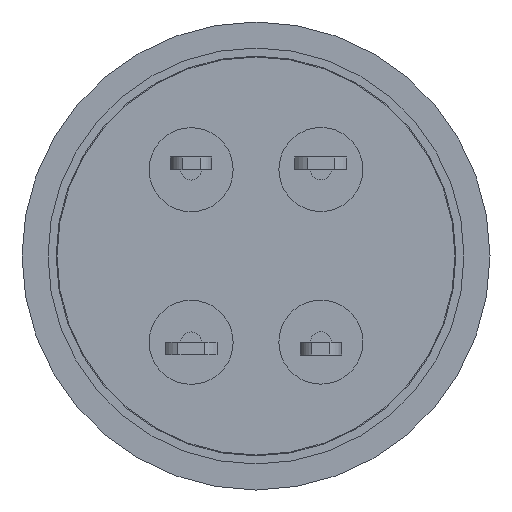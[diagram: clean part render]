
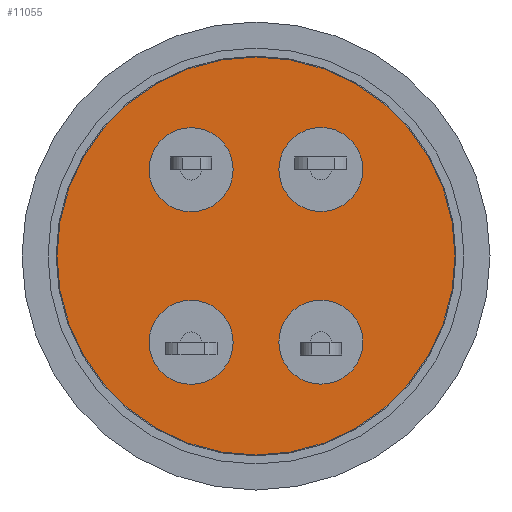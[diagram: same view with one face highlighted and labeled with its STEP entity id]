
A CAD part, left-side view. The second image highlights one B-rep face of the part: STEP entity #11055.
In plain terms, the highlighted planar face has unit normal (-1, 0, 0).
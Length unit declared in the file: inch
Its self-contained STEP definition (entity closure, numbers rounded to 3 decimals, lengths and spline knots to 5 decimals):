
#325 = EDGE_LOOP ( 'NONE', ( #10807, #10808 ) ) ;
#327 = EDGE_LOOP ( 'NONE', ( #10809, #10810 ) ) ;
#343 = EDGE_LOOP ( 'NONE', ( #10805, #10806 ) ) ;
#344 = EDGE_LOOP ( 'NONE', ( #10811, #10812 ) ) ;
#346 = EDGE_LOOP ( 'NONE', ( #10813, #10814 ) ) ;
#1460 = CIRCLE ( 'NONE', #1466, 0.101 ) ;
#1465 = CIRCLE ( 'NONE', #1470, 0.101 ) ;
#1466 = AXIS2_PLACEMENT_3D ( 'NONE', #3814, #3815, #3816 ) ;
#1470 = AXIS2_PLACEMENT_3D ( 'NONE', #3820, #3821, #3822 ) ;
#1471 = CIRCLE ( 'NONE', #1481, 0.101 ) ;
#1480 = CIRCLE ( 'NONE', #1484, 0.101 ) ;
#1481 = AXIS2_PLACEMENT_3D ( 'NONE', #3861, #3862, #3863 ) ;
#1484 = AXIS2_PLACEMENT_3D ( 'NONE', #3873, #3874, #3875 ) ;
#1485 = CIRCLE ( 'NONE', #1490, 0.101 ) ;
#1490 = AXIS2_PLACEMENT_3D ( 'NONE', #3887, #3888, #3889 ) ;
#1495 = CIRCLE ( 'NONE', #1500, 0.101 ) ;
#1500 = AXIS2_PLACEMENT_3D ( 'NONE', #3902, #3903, #3904 ) ;
#1520 = CIRCLE ( 'NONE', #1523, 0.4785 ) ;
#1523 = AXIS2_PLACEMENT_3D ( 'NONE', #3940, #3941, #3942 ) ;
#1539 = CIRCLE ( 'NONE', #1543, 0.101 ) ;
#1542 = CIRCLE ( 'NONE', #1545, 0.4785 ) ;
#1543 = AXIS2_PLACEMENT_3D ( 'NONE', #3994, #3995, #3996 ) ;
#1545 = AXIS2_PLACEMENT_3D ( 'NONE', #3999, #4000, #4001 ) ;
#1703 = CIRCLE ( 'NONE', #1716, 0.101 ) ;
#1716 = AXIS2_PLACEMENT_3D ( 'NONE', #6978, #6980, #6982 ) ;
#2658 = PLANE ( 'NONE',  #9616 ) ;
#2661 = FACE_BOUND ( 'NONE', #346, .T. ) ;
#2662 = FACE_BOUND ( 'NONE', #343, .T. ) ;
#2664 = FACE_BOUND ( 'NONE', #325, .T. ) ;
#2665 = CARTESIAN_POINT ( 'NONE',  ( -1.17, 0., 0. ) ) ;
#2666 = FACE_OUTER_BOUND ( 'NONE', #327, .T. ) ;
#2668 = FACE_BOUND ( 'NONE', #344, .T. ) ;
#2669 = DIRECTION ( 'NONE',  ( -1., 0., 0. ) ) ;
#2670 = DIRECTION ( 'NONE',  ( 0., -1., 0. ) ) ;
#3814 = CARTESIAN_POINT ( 'NONE',  ( -1.17, 0.156, 0.2075 ) ) ;
#3815 = DIRECTION ( 'NONE',  ( 1., 0., 0. ) ) ;
#3816 = DIRECTION ( 'NONE',  ( 0., 1., 0. ) ) ;
#3820 = CARTESIAN_POINT ( 'NONE',  ( -1.17, -0.156, 0.208 ) ) ;
#3821 = DIRECTION ( 'NONE',  ( 1., 0., 0. ) ) ;
#3822 = DIRECTION ( 'NONE',  ( 0., 1., 0. ) ) ;
#3861 = CARTESIAN_POINT ( 'NONE',  ( -1.17, 0.156, -0.2075 ) ) ;
#3862 = DIRECTION ( 'NONE',  ( 1., 0., 0. ) ) ;
#3863 = DIRECTION ( 'NONE',  ( 0., 1., 0. ) ) ;
#3873 = CARTESIAN_POINT ( 'NONE',  ( -1.17, 0.156, 0.2075 ) ) ;
#3874 = DIRECTION ( 'NONE',  ( 1., 0., 0. ) ) ;
#3875 = DIRECTION ( 'NONE',  ( 0., 1., 0. ) ) ;
#3887 = CARTESIAN_POINT ( 'NONE',  ( -1.17, -0.156, -0.207 ) ) ;
#3888 = DIRECTION ( 'NONE',  ( 1., 0., 0. ) ) ;
#3889 = DIRECTION ( 'NONE',  ( 0., 1., 0. ) ) ;
#3902 = CARTESIAN_POINT ( 'NONE',  ( -1.17, 0.156, -0.2075 ) ) ;
#3903 = DIRECTION ( 'NONE',  ( 1., 0., 0. ) ) ;
#3904 = DIRECTION ( 'NONE',  ( 0., 1., 0. ) ) ;
#3940 = CARTESIAN_POINT ( 'NONE',  ( -1.17, 0., 0. ) ) ;
#3941 = DIRECTION ( 'NONE',  ( 1., 0., 0. ) ) ;
#3942 = DIRECTION ( 'NONE',  ( 0., 1., 0. ) ) ;
#3994 = CARTESIAN_POINT ( 'NONE',  ( -1.17, -0.156, 0.208 ) ) ;
#3995 = DIRECTION ( 'NONE',  ( 1., 0., 0. ) ) ;
#3996 = DIRECTION ( 'NONE',  ( 0., 1., 0. ) ) ;
#3999 = CARTESIAN_POINT ( 'NONE',  ( -1.17, 0., 0. ) ) ;
#4000 = DIRECTION ( 'NONE',  ( 1., 0., 0. ) ) ;
#4001 = DIRECTION ( 'NONE',  ( 0., 1., 0. ) ) ;
#4671 = CARTESIAN_POINT ( 'NONE',  ( -1.17, 0.055, -0.2075 ) ) ;
#4683 = CARTESIAN_POINT ( 'NONE',  ( -1.17, 0.257, -0.2075 ) ) ;
#4706 = CARTESIAN_POINT ( 'NONE',  ( -1.17, -0.4785, 0. ) ) ;
#4890 = CARTESIAN_POINT ( 'NONE',  ( -1.17, -0.257, 0.208 ) ) ;
#4928 = CARTESIAN_POINT ( 'NONE',  ( -1.17, 0.257, 0.2075 ) ) ;
#4932 = CARTESIAN_POINT ( 'NONE',  ( -1.17, 0.055, 0.2075 ) ) ;
#4937 = CARTESIAN_POINT ( 'NONE',  ( -1.17, -0.055, -0.207 ) ) ;
#6978 = CARTESIAN_POINT ( 'NONE',  ( -1.17, -0.156, -0.207 ) ) ;
#6980 = DIRECTION ( 'NONE',  ( 1., 0., 0. ) ) ;
#6982 = DIRECTION ( 'NONE',  ( 0., 1., 0. ) ) ;
#7320 = CARTESIAN_POINT ( 'NONE',  ( -1.17, -0.055, 0.208 ) ) ;
#7540 = CARTESIAN_POINT ( 'NONE',  ( -1.17, -0.257, -0.207 ) ) ;
#7607 = CARTESIAN_POINT ( 'NONE',  ( -1.17, 0.4785, 0. ) ) ;
#9097 = VERTEX_POINT ( 'NONE', #4671 ) ;
#9109 = VERTEX_POINT ( 'NONE', #4683 ) ;
#9132 = VERTEX_POINT ( 'NONE', #4706 ) ;
#9316 = VERTEX_POINT ( 'NONE', #4890 ) ;
#9354 = VERTEX_POINT ( 'NONE', #4928 ) ;
#9358 = VERTEX_POINT ( 'NONE', #4932 ) ;
#9363 = VERTEX_POINT ( 'NONE', #4937 ) ;
#9616 = AXIS2_PLACEMENT_3D ( 'NONE', #2665, #2669, #2670 ) ;
#10321 = EDGE_CURVE ( 'NONE', #9358, #9354, #1460, .T. ) ;
#10323 = EDGE_CURVE ( 'NONE', #9316, #10628, #1465, .T. ) ;
#10333 = EDGE_CURVE ( 'NONE', #9109, #9097, #1471, .T. ) ;
#10336 = EDGE_CURVE ( 'NONE', #9354, #9358, #1480, .T. ) ;
#10341 = EDGE_CURVE ( 'NONE', #10745, #9363, #1485, .T. ) ;
#10346 = EDGE_CURVE ( 'NONE', #9097, #9109, #1495, .T. ) ;
#10358 = EDGE_CURVE ( 'NONE', #9132, #10781, #1520, .T. ) ;
#10373 = EDGE_CURVE ( 'NONE', #10628, #9316, #1539, .T. ) ;
#10374 = EDGE_CURVE ( 'NONE', #10781, #9132, #1542, .T. ) ;
#10509 = EDGE_CURVE ( 'NONE', #9363, #10745, #1703, .T. ) ;
#10628 = VERTEX_POINT ( 'NONE', #7320 ) ;
#10745 = VERTEX_POINT ( 'NONE', #7540 ) ;
#10781 = VERTEX_POINT ( 'NONE', #7607 ) ;
#10805 = ORIENTED_EDGE ( 'NONE', *, *, #10373, .T. ) ;
#10806 = ORIENTED_EDGE ( 'NONE', *, *, #10323, .T. ) ;
#10807 = ORIENTED_EDGE ( 'NONE', *, *, #10333, .T. ) ;
#10808 = ORIENTED_EDGE ( 'NONE', *, *, #10346, .T. ) ;
#10809 = ORIENTED_EDGE ( 'NONE', *, *, #10374, .F. ) ;
#10810 = ORIENTED_EDGE ( 'NONE', *, *, #10358, .F. ) ;
#10811 = ORIENTED_EDGE ( 'NONE', *, *, #10336, .T. ) ;
#10812 = ORIENTED_EDGE ( 'NONE', *, *, #10321, .T. ) ;
#10813 = ORIENTED_EDGE ( 'NONE', *, *, #10509, .T. ) ;
#10814 = ORIENTED_EDGE ( 'NONE', *, *, #10341, .T. ) ;
#11055 = ADVANCED_FACE ( 'NONE', ( #2662, #2664, #2666, #2668, #2661 ), #2658, .T. ) ;
